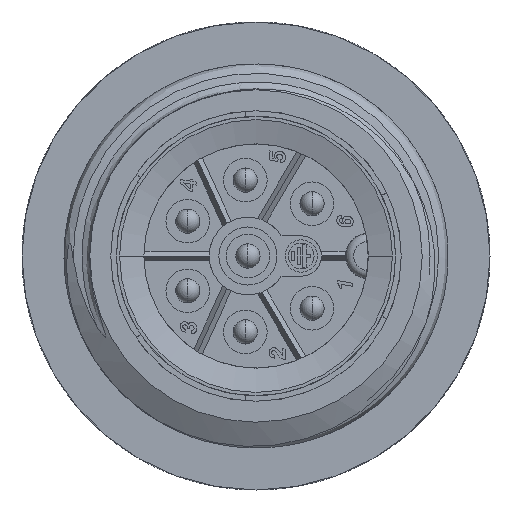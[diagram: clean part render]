
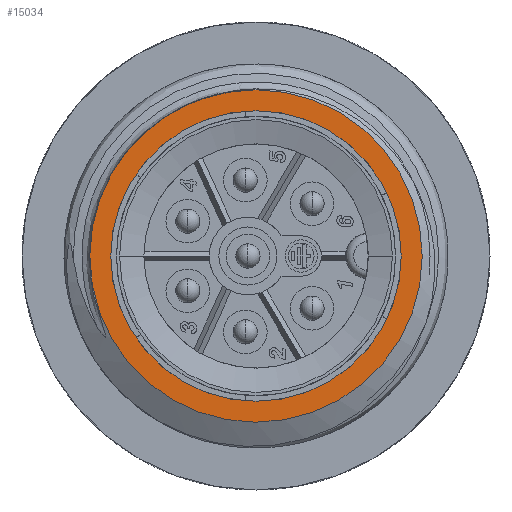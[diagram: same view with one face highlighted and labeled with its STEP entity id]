
A CAD part, left-side view. The second image highlights one B-rep face of the part: STEP entity #15034.
In plain terms, the highlighted planar face has unit normal (-1, 0, 0).
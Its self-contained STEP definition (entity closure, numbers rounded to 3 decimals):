
#4927=CARTESIAN_POINT('',(-12.,10.136,1.832));
#4928=CARTESIAN_POINT('',(-12.,10.134,1.84));
#4929=CARTESIAN_POINT('',(-12.,10.131,1.857));
#4930=CARTESIAN_POINT('',(-12.,10.127,1.879));
#4931=CARTESIAN_POINT('',(-12.,10.124,1.896));
#4932=CARTESIAN_POINT('',(-12.,10.122,1.905));
#4934=CARTESIAN_POINT('',(-12.,0.,0.));
#4935=DIRECTION('',(1.,0.,0.));
#4936=DIRECTION('',(0.,0.983,0.185));
#4937=AXIS2_PLACEMENT_3D('',#4934,#4935,#4936);
#4939=CARTESIAN_POINT('',(-12.,0.,0.));
#4940=DIRECTION('',(1.,0.,0.));
#4941=DIRECTION('',(0.,0.545,0.838));
#4942=AXIS2_PLACEMENT_3D('',#4939,#4940,#4941);
#4944=CARTESIAN_POINT('',(-12.,0.,0.));
#4945=DIRECTION('',(1.,0.,0.));
#4946=DIRECTION('',(0.,0.,1.));
#4947=AXIS2_PLACEMENT_3D('',#4944,#4945,#4946);
#4949=CARTESIAN_POINT('',(-12.,0.,0.));
#4950=DIRECTION('',(-1.,0.,0.));
#4951=DIRECTION('',(0.,1.,0.));
#4952=AXIS2_PLACEMENT_3D('',#4949,#4950,#4951);
#4954=CARTESIAN_POINT('',(-12.,0.,0.));
#4955=DIRECTION('',(-1.,0.,0.));
#4956=DIRECTION('',(0.,-1.,0.));
#4957=AXIS2_PLACEMENT_3D('',#4954,#4955,#4956);
#7742=CARTESIAN_POINT('',(-12.,-9.,0.));
#7743=VERTEX_POINT('',#7742);
#7745=CARTESIAN_POINT('',(-12.,9.,0.));
#7747=VERTEX_POINT('',#7745);
#7835=VERTEX_POINT('',#4927);
#7836=VERTEX_POINT('',#4932);
#7858=CARTESIAN_POINT('',(-12.,5.615,8.635));
#7859=VERTEX_POINT('',#7858);
#7869=CARTESIAN_POINT('',(-12.,0.,10.3));
#7870=VERTEX_POINT('',#7869);
#15018=CARTESIAN_POINT('',(-12.,0.,0.));
#15019=DIRECTION('',(1.,0.,0.));
#15020=DIRECTION('',(0.,1.,0.));
#15021=AXIS2_PLACEMENT_3D('',#15018,#15019,#15020);
#15022=PLANE('',#15021);
#15023=ORIENTED_EDGE('',*,*,#14591,.T.);
#15024=ORIENTED_EDGE('',*,*,#14464,.T.);
#15025=ORIENTED_EDGE('',*,*,#15006,.T.);
#15026=ORIENTED_EDGE('',*,*,#15004,.T.);
#15027=EDGE_LOOP('',(#15023,#15024,#15025,#15026));
#15028=FACE_OUTER_BOUND('',#15027,.F.);
#15029=ORIENTED_EDGE('',*,*,#12851,.T.);
#15031=ORIENTED_EDGE('',*,*,#15030,.T.);
#15032=EDGE_LOOP('',(#15029,#15031));
#15033=FACE_BOUND('',#15032,.F.);
#4933=B_SPLINE_CURVE_WITH_KNOTS('',3,(#4927,#4928,#4929,#4930,#4931,#4932),
.UNSPECIFIED.,.F.,.F.,(4,1,1,4),(0.,0.333,0.667,1.),
.UNSPECIFIED.);
#4938=CIRCLE('',#4937,10.3);
#4943=CIRCLE('',#4942,10.3);
#4948=CIRCLE('',#4947,10.3);
#4953=CIRCLE('',#4952,9.);
#4958=CIRCLE('',#4957,9.);
#12851=EDGE_CURVE('',#7747,#7743,#4953,.T.);
#14464=EDGE_CURVE('',#7836,#7859,#4938,.T.);
#14591=EDGE_CURVE('',#7835,#7836,#4933,.T.);
#15004=EDGE_CURVE('',#7870,#7835,#4948,.T.);
#15006=EDGE_CURVE('',#7859,#7870,#4943,.T.);
#15030=EDGE_CURVE('',#7743,#7747,#4958,.T.);
#15034=ADVANCED_FACE('',(#15028,#15033),#15022,.F.);
